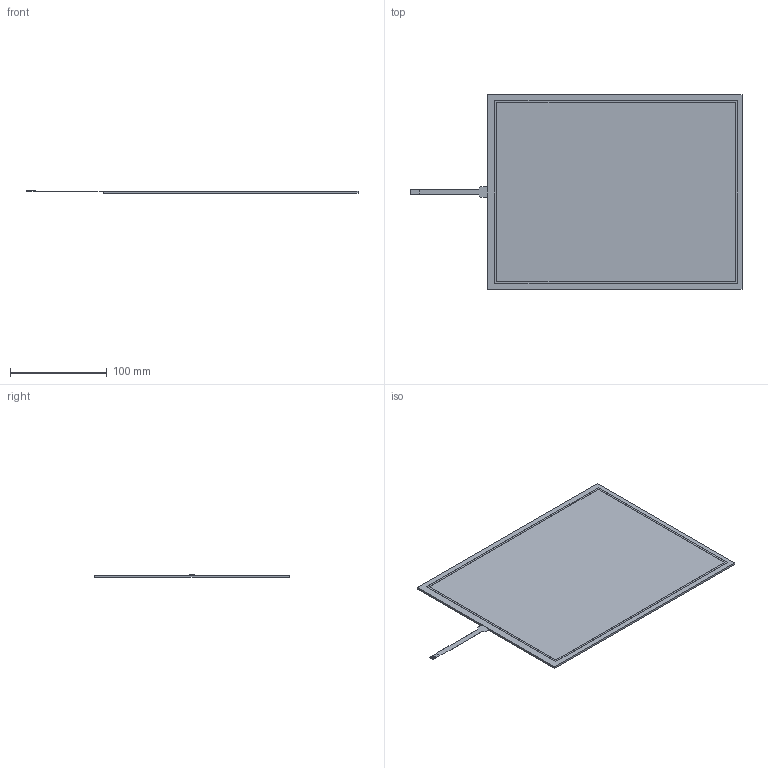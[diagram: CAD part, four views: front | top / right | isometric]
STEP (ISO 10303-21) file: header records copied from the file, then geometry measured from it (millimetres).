
FILE_DESCRIPTION(/* description */ (''),/* implementation_level */ '2;1');
FILE_NAME(/* name */ 'LST-121C080C-1 (3Dデータ).stp',/* time_stamp */ '2024-09-06T17:59:55+09:00',/* author */ ('n-hirata'),/* organization */ (''),/* preprocessor_version */ 'ST-DEVELOPER v18.1',/* originating_system */ 'Autodesk Inventor 2020',/* authorisation */ '');
FILE_SCHEMA (('CONFIG_CONTROL_DESIGN'));
Length unit declared in the file: millimetre
Products named in the file (1): LST-121C080C
Bounding box: 343 x 201 x 2.6 mm (x, y, z)
Volume: 110901.2 mm3; surface area: 108890.4 mm2
Topology: 2 solids, 2 shells, 52 faces, 151 edges, 118 vertices
Faces by surface type: plane 46, cylinder 6
Entity records: 1695 total; most frequent: CARTESIAN_POINT 309, ORIENTED_EDGE 276, DIRECTION 256, EDGE_CURVE 138, LINE 126, VECTOR 126, VERTEX_POINT 92, AXIS2_PLACEMENT_3D 65
